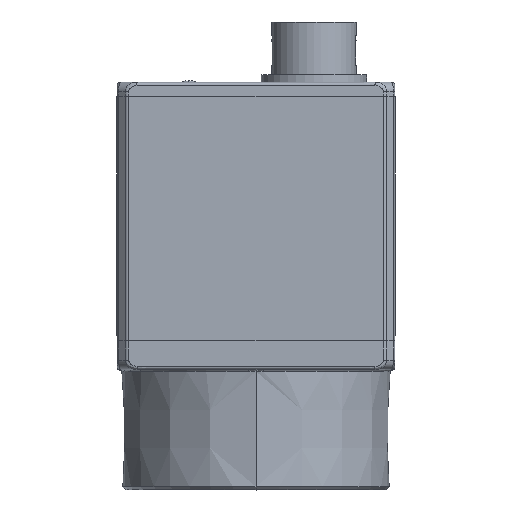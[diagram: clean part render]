
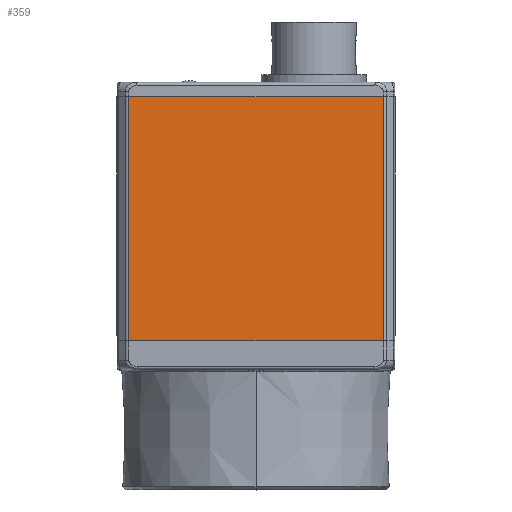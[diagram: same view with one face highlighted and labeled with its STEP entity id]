
A CAD part, top view. The second image highlights one B-rep face of the part: STEP entity #359.
In plain terms, the highlighted planar face has unit normal (0, 0, 1).
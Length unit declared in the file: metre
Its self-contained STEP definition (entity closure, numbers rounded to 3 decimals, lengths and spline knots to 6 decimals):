
#359=ADVANCED_FACE('0:433',(#2016),#2017,.T.);
#2016=FACE_OUTER_BOUND('',#5117,.T.);
#2017=PLANE('',#5118);
#5117=EDGE_LOOP('',(#18853,#18854,#18855,#18856));
#5118=AXIS2_PLACEMENT_3D('',#18857,#18858,#18859);
#18853=ORIENTED_EDGE('',*,*,#30533,.T.);
#18854=ORIENTED_EDGE('',*,*,#30532,.T.);
#18855=ORIENTED_EDGE('',*,*,#30376,.T.);
#18856=ORIENTED_EDGE('',*,*,#30534,.F.);
#18857=CARTESIAN_POINT('',(0.,0.000749,0.029001));
#18858=DIRECTION('',(0.,0.,1.0));
#18859=DIRECTION('',(0.0,-1.0,0.));
#30376=EDGE_CURVE('0:5263',#35158,#35159,#35160,.T.);
#30532=EDGE_CURVE('0:5896',#35415,#35158,#35421,.T.);
#30533=EDGE_CURVE('0:5899',#35422,#35415,#35423,.T.);
#30534=EDGE_CURVE('0:5902',#35422,#35159,#35424,.T.);
#35158=VERTEX_POINT('',#41676);
#35159=VERTEX_POINT('',#41677);
#35160=LINE('',#41678,#41679);
#35415=VERTEX_POINT('',#42349);
#35421=LINE('',#42386,#42387);
#35422=VERTEX_POINT('',#42388);
#35423=LINE('',#42389,#42390);
#35424=LINE('',#42391,#42392);
#41676=CARTESIAN_POINT('',(-0.013292,0.013499,0.029001));
#41677=CARTESIAN_POINT('',(-0.013293,-0.012001,0.029001));
#41678=CARTESIAN_POINT('',(-0.013292,0.013499,0.029001));
#41679=VECTOR('',#52552,0.0255);
#42349=CARTESIAN_POINT('',(0.013292,0.013499,0.029001));
#42386=CARTESIAN_POINT('',(0.013292,0.013499,0.029001));
#42387=VECTOR('',#52847,0.026584);
#42388=CARTESIAN_POINT('',(0.013293,-0.012001,0.029001));
#42389=CARTESIAN_POINT('',(0.013293,-0.012001,0.029001));
#42390=VECTOR('',#52848,0.0255);
#42391=CARTESIAN_POINT('',(0.013293,-0.012001,0.029001));
#42392=VECTOR('',#52849,0.026585);
#52552=DIRECTION('',(0.,-1.,0.));
#52847=DIRECTION('',(-1.0,0.,0.));
#52848=DIRECTION('',(0.,1.,0.));
#52849=DIRECTION('',(-1.,0.,0.));
